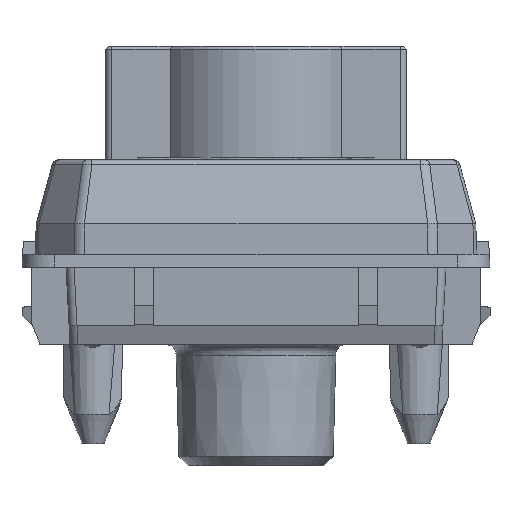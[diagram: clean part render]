
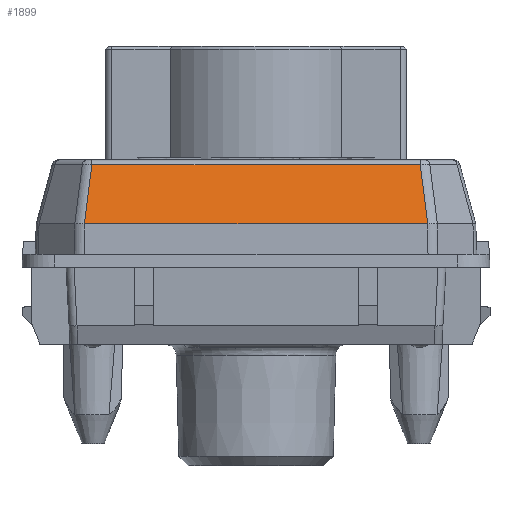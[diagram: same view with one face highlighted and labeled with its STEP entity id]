
A CAD part, front view. The second image highlights one B-rep face of the part: STEP entity #1899.
In plain terms, the highlighted planar face has unit normal (0, -0.966, 0.259).
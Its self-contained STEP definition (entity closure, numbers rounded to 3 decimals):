
#1038=FACE_OUTER_BOUND('',#5890,.T.);
#1899=ADVANCED_FACE('',(#1038),#2442,.T.);
#2442=PLANE('',#14674);
#3680=LINE('',#23640,#5008);
#3684=LINE('',#23678,#5012);
#3685=LINE('',#23696,#5013);
#5008=VECTOR('',#17498,1.);
#5012=VECTOR('',#17518,1.);
#5013=VECTOR('',#17523,1.);
#5890=EDGE_LOOP('',(#9316,#9317,#9318,#9319,#9320,#9321));
#9316=ORIENTED_EDGE('',*,*,#13102,.F.);
#9317=ORIENTED_EDGE('',*,*,#13096,.T.);
#9318=ORIENTED_EDGE('',*,*,#13085,.T.);
#9319=ORIENTED_EDGE('',*,*,#13100,.T.);
#9320=ORIENTED_EDGE('',*,*,#13103,.T.);
#9321=ORIENTED_EDGE('',*,*,#13104,.F.);
#11238=VERTEX_POINT('',#23626);
#11239=VERTEX_POINT('',#23641);
#11243=VERTEX_POINT('',#23675);
#11247=VERTEX_POINT('',#23695);
#11248=VERTEX_POINT('',#23703);
#11249=VERTEX_POINT('',#23708);
#13085=EDGE_CURVE('',#11238,#11239,#3680,.T.);
#13096=EDGE_CURVE('',#11243,#11238,#3684,.T.);
#13100=EDGE_CURVE('',#11239,#11247,#3685,.T.);
#13102=EDGE_CURVE('',#11243,#11248,#13722,.T.);
#13103=EDGE_CURVE('',#11247,#11249,#13723,.T.);
#13104=EDGE_CURVE('',#11248,#11249,#13724,.T.);
#13722=B_SPLINE_CURVE_WITH_KNOTS('',3,(#23699,#23700,#23701,#23702),.UNSPECIFIED.,
 .F.,.F.,(4,4),(0.,1.),.UNSPECIFIED.);
#13723=B_SPLINE_CURVE_WITH_KNOTS('',3,(#23704,#23705,#23706,#23707),.UNSPECIFIED.,
 .F.,.F.,(4,4),(0.,1.),.UNSPECIFIED.);
#13724=B_SPLINE_CURVE_WITH_KNOTS('',3,(#23709,#23710,#23711,#23712),.UNSPECIFIED.,
 .F.,.F.,(4,4),(0.,1.),.UNSPECIFIED.);
#14674=AXIS2_PLACEMENT_3D('',#23713,#17527,#17528);
#17498=DIRECTION('',(-1.,0.,0.));
#17518=DIRECTION('',(-0.122,0.257,0.959));
#17523=DIRECTION('',(-0.122,-0.257,-0.959));
#17527=DIRECTION('',(0.,-0.966,0.259));
#17528=DIRECTION('',(0.,-0.259,-0.966));
#23626=CARTESIAN_POINT('',(-8.178,-1.822,4.302));
#23640=CARTESIAN_POINT('',(-20.156,-1.822,4.302));
#23641=CARTESIAN_POINT('',(-18.419,-1.822,4.302));
#23675=CARTESIAN_POINT('',(-7.942,-2.317,2.451));
#23678=CARTESIAN_POINT('',(-8.124,-1.935,3.879));
#23695=CARTESIAN_POINT('',(-18.654,-2.317,2.451));
#23696=CARTESIAN_POINT('',(-18.677,-2.365,2.275));
#23699=CARTESIAN_POINT('',(-7.942,-2.317,2.451));
#23700=CARTESIAN_POINT('',(-7.945,-2.317,2.451));
#23701=CARTESIAN_POINT('',(-7.947,-2.317,2.451));
#23702=CARTESIAN_POINT('',(-7.949,-2.317,2.451));
#23703=CARTESIAN_POINT('',(-7.949,-2.317,2.451));
#23704=CARTESIAN_POINT('',(-18.654,-2.318,2.451));
#23705=CARTESIAN_POINT('',(-18.652,-2.318,2.451));
#23706=CARTESIAN_POINT('',(-18.65,-2.318,2.451));
#23707=CARTESIAN_POINT('',(-18.648,-2.318,2.451));
#23708=CARTESIAN_POINT('',(-18.648,-2.317,2.451));
#23709=CARTESIAN_POINT('',(-7.949,-2.317,2.451));
#23710=CARTESIAN_POINT('',(-11.515,-2.317,2.451));
#23711=CARTESIAN_POINT('',(-15.082,-2.317,2.451));
#23712=CARTESIAN_POINT('',(-18.648,-2.317,2.451));
#23713=CARTESIAN_POINT('',(-20.156,-2.318,2.451));
